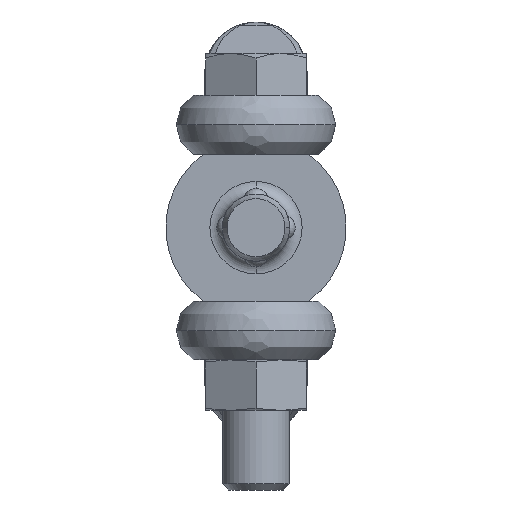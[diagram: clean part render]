
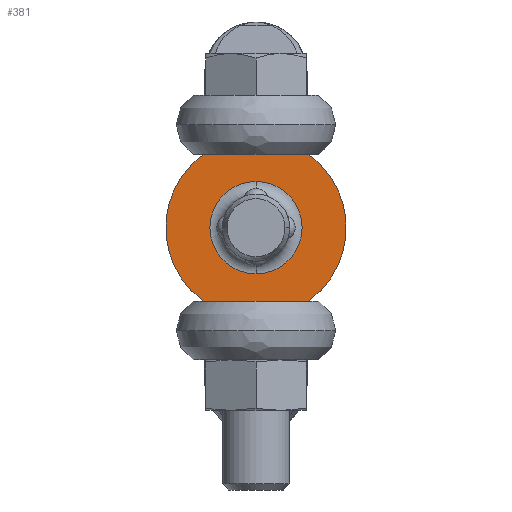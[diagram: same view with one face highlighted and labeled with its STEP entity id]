
A CAD part, left-side view. The second image highlights one B-rep face of the part: STEP entity #381.
In plain terms, the highlighted planar face has unit normal (-1, 0, 0).
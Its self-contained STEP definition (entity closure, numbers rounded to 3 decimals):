
#381=ADVANCED_FACE('',(#817,#818),#819,.T.);
#817=FACE_OUTER_BOUND('',#1864,.T.);
#818=FACE_BOUND('',#1865,.T.);
#819=PLANE('',#1866);
#1864=EDGE_LOOP('',(#3828,#3829,#3830,#3831));
#1865=EDGE_LOOP('',(#3832,#3833,#3834));
#1866=AXIS2_PLACEMENT_3D('',#3835,#3836,#3837);
#3828=ORIENTED_EDGE('',*,*,#4533,.T.);
#3829=ORIENTED_EDGE('',*,*,#4704,.F.);
#3830=ORIENTED_EDGE('',*,*,#4485,.T.);
#3831=ORIENTED_EDGE('',*,*,#4501,.T.);
#3832=ORIENTED_EDGE('',*,*,#4519,.F.);
#3833=ORIENTED_EDGE('',*,*,#4518,.F.);
#3834=ORIENTED_EDGE('',*,*,#4581,.F.);
#3835=CARTESIAN_POINT('',(0.,-8.625,0.));
#3836=DIRECTION('',(-1.0,0.0,0.0));
#3837=DIRECTION('',(0.0,0.0,1.0));
#4485=EDGE_CURVE('',#5148,#5149,#5150,.T.);
#4501=EDGE_CURVE('',#5149,#5172,#5174,.T.);
#4518=EDGE_CURVE('',#5200,#5202,#5203,.T.);
#4519=EDGE_CURVE('',#5202,#5204,#5205,.T.);
#4533=EDGE_CURVE('',#5172,#5228,#5229,.T.);
#4581=EDGE_CURVE('',#5204,#5200,#5297,.T.);
#4704=EDGE_CURVE('',#5148,#5228,#5464,.T.);
#5148=VERTEX_POINT('',#6700);
#5149=VERTEX_POINT('',#6701);
#5150=LINE('',#6702,#6703);
#5172=VERTEX_POINT('',#6732);
#5174=CIRCLE('',#6735,10.75);
#5200=VERTEX_POINT('',#6845);
#5202=VERTEX_POINT('',#6847);
#5203=CIRCLE('',#6848,5.5);
#5204=VERTEX_POINT('',#6849);
#5205=CIRCLE('',#6850,5.5);
#5228=VERTEX_POINT('',#6878);
#5229=LINE('',#6879,#6880);
#5297=CIRCLE('',#7022,5.5);
#5464=CIRCLE('',#7633,10.75);
#6700=CARTESIAN_POINT('',(0.,-6.245,8.75));
#6701=CARTESIAN_POINT('',(0.,6.245,8.75));
#6702=CARTESIAN_POINT('',(0.,-8.625,8.75));
#6703=VECTOR('',#8161,1000.0);
#6732=CARTESIAN_POINT('',(0.,6.245,-8.75));
#6735=AXIS2_PLACEMENT_3D('',#8182,#8183,#8184);
#6845=CARTESIAN_POINT('',(0.,0.,5.5));
#6847=CARTESIAN_POINT('',(0.,5.5,0.0));
#6848=AXIS2_PLACEMENT_3D('',#8199,#8200,#8201);
#6849=CARTESIAN_POINT('',(0.,0.,-5.5));
#6850=AXIS2_PLACEMENT_3D('',#8202,#8203,#8204);
#6878=CARTESIAN_POINT('',(0.,-6.245,-8.75));
#6879=CARTESIAN_POINT('',(0.,0.,-8.75));
#6880=VECTOR('',#8232,1000.0);
#7022=AXIS2_PLACEMENT_3D('',#8308,#8309,#8310);
#7633=AXIS2_PLACEMENT_3D('',#8437,#8438,#8439);
#8161=DIRECTION('',(0.0,1.0,0.0));
#8182=CARTESIAN_POINT('',(0.,0.,0.));
#8183=DIRECTION('',(-1.0,0.0,0.0));
#8184=DIRECTION('',(0.0,0.0,-1.0));
#8199=CARTESIAN_POINT('',(0.,0.,0.0));
#8200=DIRECTION('',(-1.0,0.,-0.0));
#8201=DIRECTION('',(0.0,0.0,-1.0));
#8202=CARTESIAN_POINT('',(0.,0.,0.0));
#8203=DIRECTION('',(-1.0,0.,-0.0));
#8204=DIRECTION('',(0.0,0.0,-1.0));
#8232=DIRECTION('',(0.0,-1.0,0.));
#8308=CARTESIAN_POINT('',(0.,0.,0.0));
#8309=DIRECTION('',(-1.0,0.,-0.0));
#8310=DIRECTION('',(0.0,0.0,-1.0));
#8437=CARTESIAN_POINT('',(0.,0.,0.));
#8438=DIRECTION('',(1.0,0.0,0.0));
#8439=DIRECTION('',(0.0,0.0,-1.0));
